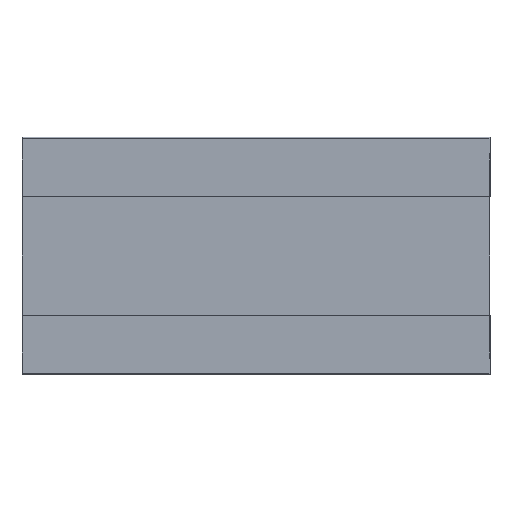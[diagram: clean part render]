
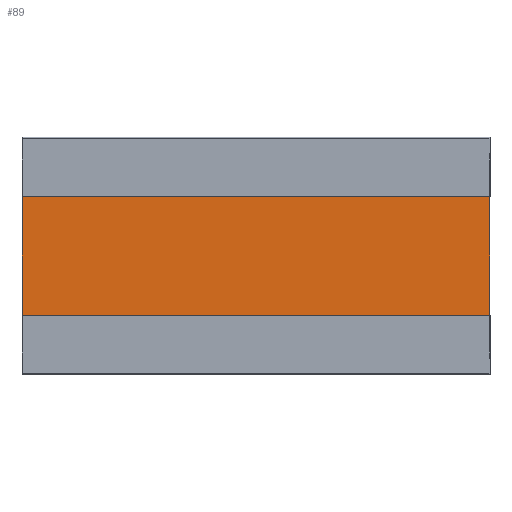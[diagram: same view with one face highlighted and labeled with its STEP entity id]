
A CAD part, front view. The second image highlights one B-rep face of the part: STEP entity #89.
In plain terms, the highlighted planar face has unit normal (0, -1, 0).
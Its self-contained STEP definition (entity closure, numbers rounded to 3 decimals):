
#54 = DIRECTION ( 'NONE',  ( -1., 0., 0. ) ) ;
#66 = CARTESIAN_POINT ( 'NONE',  ( 3.151, 0.07, 0.8 ) ) ;
#86 = CARTESIAN_POINT ( 'NONE',  ( -3.15, 0.07, 0. ) ) ;
#89 = ADVANCED_FACE ( 'NONE', ( #942 ), #724, .F. ) ;
#129 = VERTEX_POINT ( 'NONE', #140 ) ;
#140 = CARTESIAN_POINT ( 'NONE',  ( 3.15, 0.07, -0.8 ) ) ;
#181 = VECTOR ( 'NONE', #54, 1000. ) ;
#230 = EDGE_CURVE ( 'NONE', #1212, #919, #570, .T. ) ;
#442 = DIRECTION ( 'NONE',  ( 0., 1., 0. ) ) ;
#452 = LINE ( 'NONE', #966, #1076 ) ;
#477 = CARTESIAN_POINT ( 'NONE',  ( 3.15, 0.07, 0. ) ) ;
#510 = LINE ( 'NONE', #86, #1214 ) ;
#525 = EDGE_CURVE ( 'NONE', #561, #919, #510, .T. ) ;
#559 = DIRECTION ( 'NONE',  ( 0., 0., 1. ) ) ;
#561 = VERTEX_POINT ( 'NONE', #1063 ) ;
#570 = LINE ( 'NONE', #66, #181 ) ;
#593 = EDGE_LOOP ( 'NONE', ( #1178, #1070, #842, #1365 ) ) ;
#694 = EDGE_CURVE ( 'NONE', #1212, #129, #711, .T. ) ;
#711 = LINE ( 'NONE', #477, #1375 ) ;
#713 = CARTESIAN_POINT ( 'NONE',  ( 3.15, 0.07, 0.8 ) ) ;
#724 = PLANE ( 'NONE',  #1119 ) ;
#745 = CARTESIAN_POINT ( 'NONE',  ( -3.15, 0.07, 0.8 ) ) ;
#842 = ORIENTED_EDGE ( 'NONE', *, *, #230, .T. ) ;
#889 = DIRECTION ( 'NONE',  ( 0., 0., -1. ) ) ;
#919 = VERTEX_POINT ( 'NONE', #745 ) ;
#942 = FACE_OUTER_BOUND ( 'NONE', #593, .T. ) ;
#966 = CARTESIAN_POINT ( 'NONE',  ( 3.151, 0.07, -0.8 ) ) ;
#1013 = EDGE_CURVE ( 'NONE', #129, #561, #452, .T. ) ;
#1063 = CARTESIAN_POINT ( 'NONE',  ( -3.15, 0.07, -0.8 ) ) ;
#1070 = ORIENTED_EDGE ( 'NONE', *, *, #694, .F. ) ;
#1076 = VECTOR ( 'NONE', #1302, 1000. ) ;
#1119 = AXIS2_PLACEMENT_3D ( 'NONE', #1209, #442, #559 ) ;
#1178 = ORIENTED_EDGE ( 'NONE', *, *, #1013, .F. ) ;
#1209 = CARTESIAN_POINT ( 'NONE',  ( 0., 0.07, 0. ) ) ;
#1212 = VERTEX_POINT ( 'NONE', #713 ) ;
#1214 = VECTOR ( 'NONE', #1267, 1000. ) ;
#1267 = DIRECTION ( 'NONE',  ( 0., 0., 1. ) ) ;
#1302 = DIRECTION ( 'NONE',  ( -1., 0., 0. ) ) ;
#1365 = ORIENTED_EDGE ( 'NONE', *, *, #525, .F. ) ;
#1375 = VECTOR ( 'NONE', #889, 1000. ) ;
